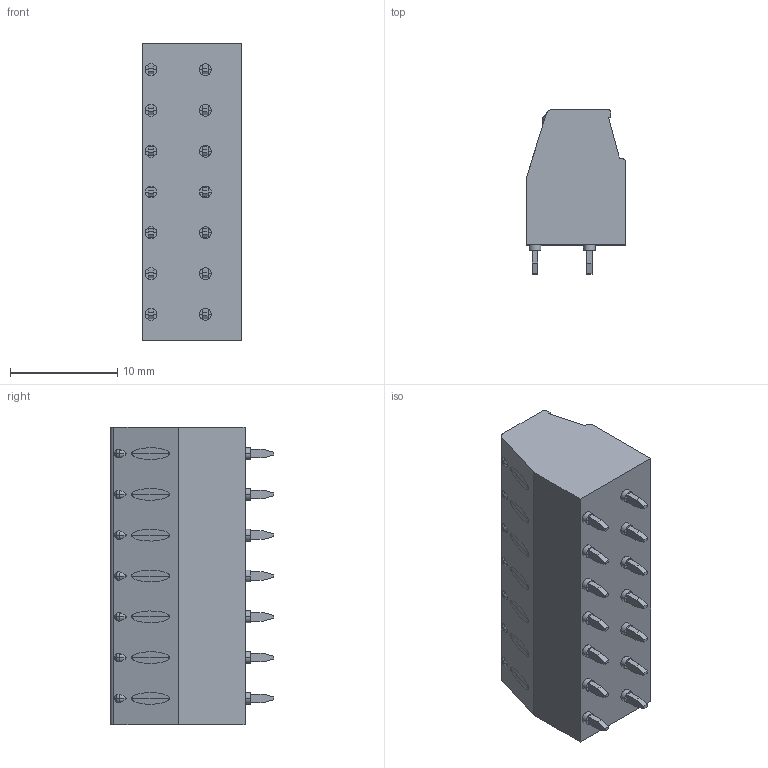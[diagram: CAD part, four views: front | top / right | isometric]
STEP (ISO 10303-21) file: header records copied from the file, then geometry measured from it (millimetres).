
FILE_DESCRIPTION(('SolidDesigner STEP Export'),'1');
FILE_NAME('mkdsd_1.5-7-3.81.stp','2000-06-15T10:56:25',(''),(''), 'SolidDesigner STEP processor Version: 7.0(Mar 1999)for AP214(CD)(Solid Model)', 'CoCreate SolidDesigner: 07.50 21-Dec-99(C) CoCreate Software GmbH','');
FILE_SCHEMA(('AUTOMOTIVE_DESIGN_CC2 {1 2 10303 214 -1 1 5 1}'));
Length unit declared in the file: millimetre
Products named in the file (2): mkdsd_1.5-7-3.81
Assembly tree (1 placements, depth 2):
  mkdsd_1.5-7-3.81
    mkdsd_1.5-7-3.81
Bounding box: 9.3 x 15.3 x 27.78 mm (x, y, z)
Volume: 2701.2 mm3; surface area: 1910.3 mm2
Topology: 1 solids, 1 shells, 634 faces, 1569 edges, 983 vertices
Faces by surface type: plane 392, cylinder 172, sphere 42, cone 28
Entity records: 25183 total; most frequent: CARTESIAN_POINT 5830, ORIENTED_EDGE 3138, DIRECTION 2752, EDGE_CURVE 1569, VERTEX_POINT 983, AXIS2_PLACEMENT_3D 935, VECTOR 882, LINE 882
